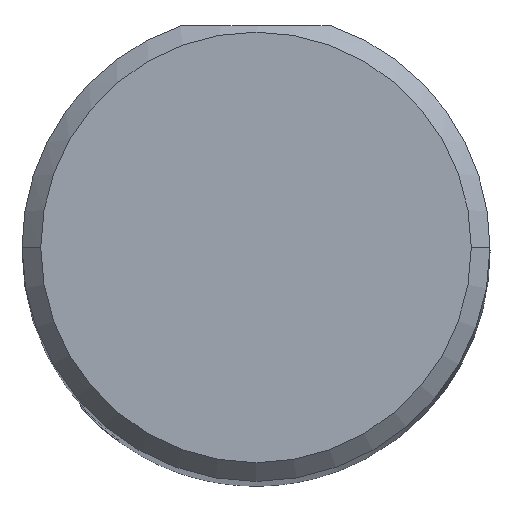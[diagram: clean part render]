
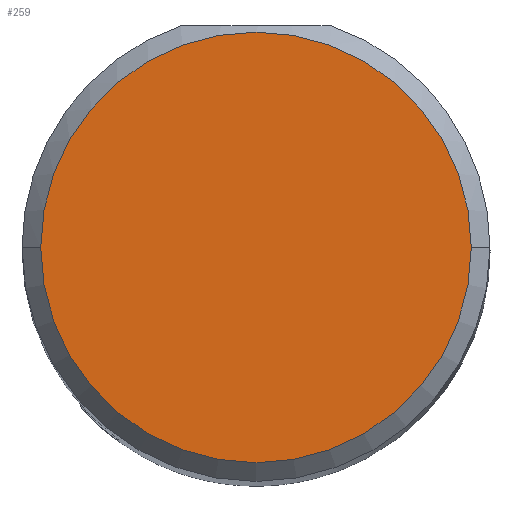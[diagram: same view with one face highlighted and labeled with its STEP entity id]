
A CAD part, top view. The second image highlights one B-rep face of the part: STEP entity #259.
In plain terms, the highlighted planar face has unit normal (0, 0, 1).
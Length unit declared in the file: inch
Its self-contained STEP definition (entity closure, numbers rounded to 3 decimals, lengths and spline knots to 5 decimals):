
#14 = CARTESIAN_POINT ( 'NONE',  ( 0.1725, 0., 2.5 ) ) ;
#90 = CARTESIAN_POINT ( 'NONE',  ( 0., 0., 2.5 ) ) ;
#122 = EDGE_CURVE ( 'NONE', #516, #459, #460, .T. ) ;
#134 = PLANE ( 'NONE',  #212 ) ;
#156 = ORIENTED_EDGE ( 'NONE', *, *, #122, .T. ) ;
#192 = DIRECTION ( 'NONE',  ( 1., 0., 0. ) ) ;
#212 = AXIS2_PLACEMENT_3D ( 'NONE', #412, #354, #192 ) ;
#252 = DIRECTION ( 'NONE',  ( 0., 0., 1. ) ) ;
#259 = ADVANCED_FACE ( 'NONE', ( #359 ), #134, .T. ) ;
#298 = DIRECTION ( 'NONE',  ( 1., 0., 0. ) ) ;
#354 = DIRECTION ( 'NONE',  ( 0., 0., 1. ) ) ;
#359 = FACE_OUTER_BOUND ( 'NONE', #423, .T. ) ;
#412 = CARTESIAN_POINT ( 'NONE',  ( 0., 0., 2.5 ) ) ;
#417 = AXIS2_PLACEMENT_3D ( 'NONE', #673, #586, #298 ) ;
#418 = AXIS2_PLACEMENT_3D ( 'NONE', #90, #252, #649 ) ;
#423 = EDGE_LOOP ( 'NONE', ( #156, #430 ) ) ;
#430 = ORIENTED_EDGE ( 'NONE', *, *, #648, .T. ) ;
#442 = CIRCLE ( 'NONE', #418, 0.1725 ) ;
#459 = VERTEX_POINT ( 'NONE', #14 ) ;
#460 = CIRCLE ( 'NONE', #417, 0.1725 ) ;
#467 = CARTESIAN_POINT ( 'NONE',  ( -0.1725, 0., 2.5 ) ) ;
#516 = VERTEX_POINT ( 'NONE', #467 ) ;
#586 = DIRECTION ( 'NONE',  ( 0., 0., 1. ) ) ;
#648 = EDGE_CURVE ( 'NONE', #459, #516, #442, .T. ) ;
#649 = DIRECTION ( 'NONE',  ( 1., 0., 0. ) ) ;
#673 = CARTESIAN_POINT ( 'NONE',  ( 0., 0., 2.5 ) ) ;
